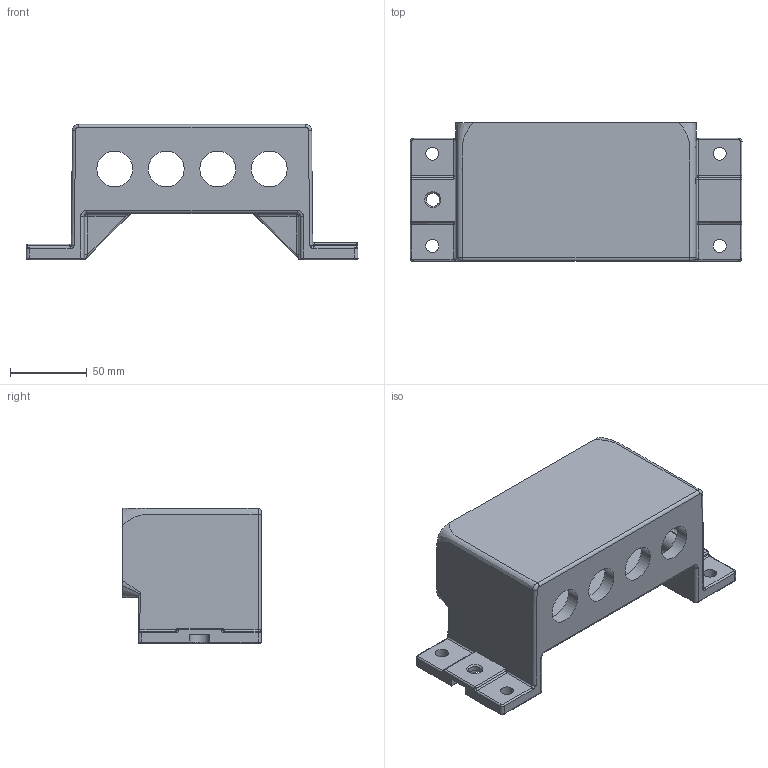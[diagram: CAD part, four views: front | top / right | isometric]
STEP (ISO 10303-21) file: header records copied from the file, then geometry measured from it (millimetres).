
FILE_DESCRIPTION((''),'2;1');
FILE_NAME('HP24BHE-BK-SE-4M25','2015-06-18T',('lishuang.ye'),(''),'PRO/ENGINEER BY PARAMETRIC TECHNOLOGY CORPORATION, 2010180','PRO/ENGINEER BY PARAMETRIC TECHNOLOGY CORPORATION, 2010180','');
FILE_SCHEMA(('AUTOMOTIVE_DESIGN_CC2 { 1 2 10303 214 -1 1 5 2 }'));
Length unit declared in the file: millimetre
Products named in the file (1): HP24BHE-BK-SE-4M25
Bounding box: 215.98 x 90 x 88 mm (x, y, z)
Volume: 426426.9 mm3; surface area: 105947.3 mm2
Topology: 1 solids, 1 shells, 297 faces, 719 edges, 407 vertices
Faces by surface type: cylinder 120, bspline 64, plane 50, cone 33, sphere 22, torus 8
Entity records: 11467 total; most frequent: CARTESIAN_POINT 4985, ORIENTED_EDGE 1394, DIRECTION 1301, EDGE_CURVE 697, AXIS2_PLACEMENT_3D 514, VERTEX_POINT 407, EDGE_LOOP 320, FACE_OUTER_BOUND 297
